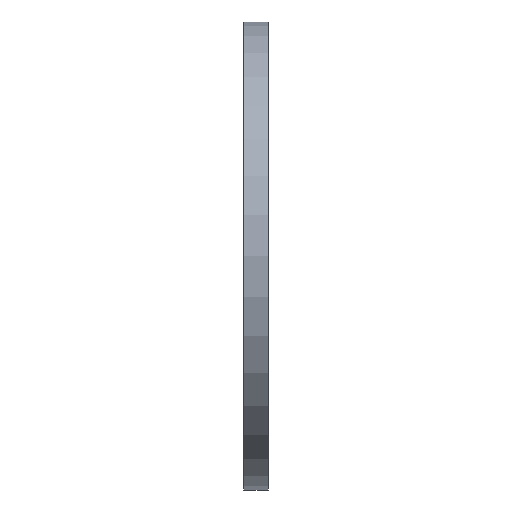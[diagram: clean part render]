
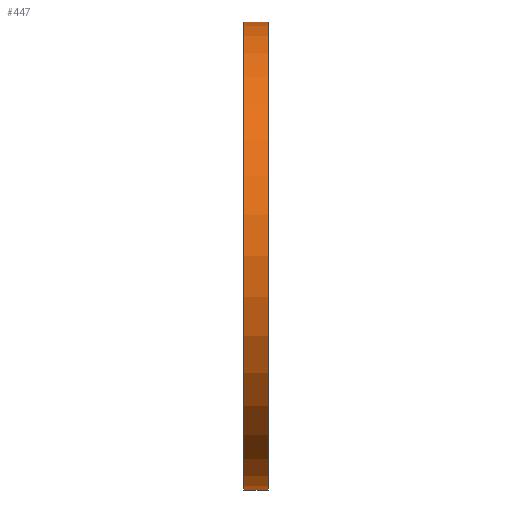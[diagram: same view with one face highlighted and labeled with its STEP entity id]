
A CAD part, front view. The second image highlights one B-rep face of the part: STEP entity #447.
In plain terms, the highlighted cylindrical face has radius 927.1 mm (diameter 1854.2 mm), a partial arc.
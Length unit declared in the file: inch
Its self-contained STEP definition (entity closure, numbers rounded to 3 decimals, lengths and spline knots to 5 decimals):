
#12 = VERTEX_POINT ( 'NONE', #1358 ) ;
#77 = AXIS2_PLACEMENT_3D ( 'NONE', #1213, #1475, #1637 ) ;
#155 = ORIENTED_EDGE ( 'NONE', *, *, #461, .T. ) ;
#198 = LINE ( 'NONE', #347, #1290 ) ;
#236 = VERTEX_POINT ( 'NONE', #1128 ) ;
#331 = CARTESIAN_POINT ( 'NONE',  ( 0., 0., -36.5 ) ) ;
#347 = CARTESIAN_POINT ( 'NONE',  ( 0., 0., 36.5 ) ) ;
#396 = AXIS2_PLACEMENT_3D ( 'NONE', #1465, #1080, #1589 ) ;
#447 = ADVANCED_FACE ( 'NONE', ( #596 ), #479, .T. ) ;
#461 = EDGE_CURVE ( 'NONE', #236, #12, #198, .T. ) ;
#479 = CYLINDRICAL_SURFACE ( 'NONE', #77, 36.5 ) ;
#525 = CARTESIAN_POINT ( 'NONE',  ( 0.0625, 0., -36.5 ) ) ;
#552 = ORIENTED_EDGE ( 'NONE', *, *, #1489, .T. ) ;
#596 = FACE_OUTER_BOUND ( 'NONE', #894, .T. ) ;
#796 = VECTOR ( 'NONE', #1078, 39.37008 ) ;
#850 = EDGE_CURVE ( 'NONE', #1084, #1024, #1471, .T. ) ;
#894 = EDGE_LOOP ( 'NONE', ( #1261, #552, #155, #1067 ) ) ;
#899 = DIRECTION ( 'NONE',  ( -1., 0., 0. ) ) ;
#934 = DIRECTION ( 'NONE',  ( 0., 0., 1. ) ) ;
#975 = EDGE_CURVE ( 'NONE', #1024, #12, #1305, .T. ) ;
#1024 = VERTEX_POINT ( 'NONE', #525 ) ;
#1067 = ORIENTED_EDGE ( 'NONE', *, *, #975, .F. ) ;
#1078 = DIRECTION ( 'NONE',  ( -1., 0., 0. ) ) ;
#1080 = DIRECTION ( 'NONE',  ( -1., 0., 0. ) ) ;
#1084 = VERTEX_POINT ( 'NONE', #1468 ) ;
#1128 = CARTESIAN_POINT ( 'NONE',  ( 3.8125, 0., 36.5 ) ) ;
#1213 = CARTESIAN_POINT ( 'NONE',  ( 0., 0., 0. ) ) ;
#1223 = DIRECTION ( 'NONE',  ( -1., 0., 0. ) ) ;
#1261 = ORIENTED_EDGE ( 'NONE', *, *, #850, .F. ) ;
#1290 = VECTOR ( 'NONE', #1223, 39.37008 ) ;
#1305 = CIRCLE ( 'NONE', #1332, 36.5 ) ;
#1332 = AXIS2_PLACEMENT_3D ( 'NONE', #1426, #899, #934 ) ;
#1358 = CARTESIAN_POINT ( 'NONE',  ( 0.0625, 0., 36.5 ) ) ;
#1426 = CARTESIAN_POINT ( 'NONE',  ( 0.0625, 0., 0. ) ) ;
#1465 = CARTESIAN_POINT ( 'NONE',  ( 3.8125, 0., 0. ) ) ;
#1468 = CARTESIAN_POINT ( 'NONE',  ( 3.8125, 0., -36.5 ) ) ;
#1471 = LINE ( 'NONE', #331, #796 ) ;
#1475 = DIRECTION ( 'NONE',  ( -1., 0., 0. ) ) ;
#1489 = EDGE_CURVE ( 'NONE', #1084, #236, #1621, .T. ) ;
#1589 = DIRECTION ( 'NONE',  ( 0., 0., 1. ) ) ;
#1621 = CIRCLE ( 'NONE', #396, 36.5 ) ;
#1637 = DIRECTION ( 'NONE',  ( 0., 0., 1. ) ) ;
